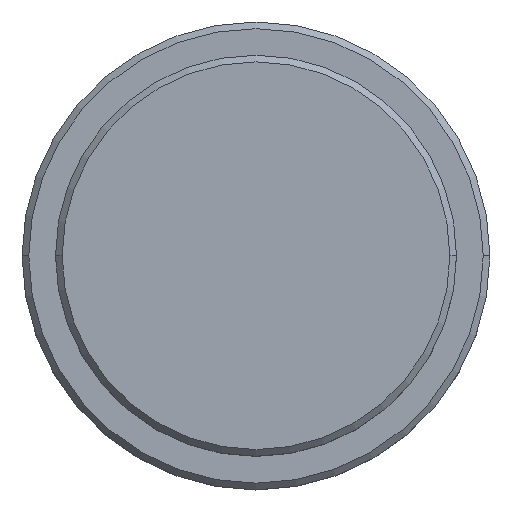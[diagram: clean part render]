
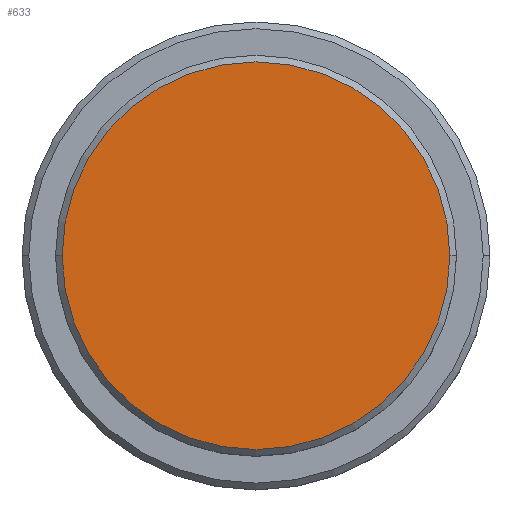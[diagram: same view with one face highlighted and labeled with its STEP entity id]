
A CAD part, top view. The second image highlights one B-rep face of the part: STEP entity #633.
In plain terms, the highlighted planar face has unit normal (0, 0, 1).
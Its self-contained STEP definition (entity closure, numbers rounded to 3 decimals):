
#68 = CARTESIAN_POINT ( 'NONE',  ( 14.5, 0., 0. ) ) ;
#215 = DIRECTION ( 'NONE',  ( 1., 0., 0. ) ) ;
#220 = CIRCLE ( 'NONE', #1362, 14.5 ) ;
#244 = DIRECTION ( 'NONE',  ( 1., 0., 0. ) ) ;
#293 = ORIENTED_EDGE ( 'NONE', *, *, #735, .T. ) ;
#296 = CARTESIAN_POINT ( 'NONE',  ( 0., 0., 0. ) ) ;
#333 = DIRECTION ( 'NONE',  ( 0., 0., 1. ) ) ;
#431 = CARTESIAN_POINT ( 'NONE',  ( 0., 0., 0. ) ) ;
#441 = EDGE_LOOP ( 'NONE', ( #833, #293 ) ) ;
#633 = ADVANCED_FACE ( 'NONE', ( #1052 ), #1279, .T. ) ;
#659 = CARTESIAN_POINT ( 'NONE',  ( 0., 0., 0. ) ) ;
#727 = CARTESIAN_POINT ( 'NONE',  ( -14.5, 0., 0. ) ) ;
#735 = EDGE_CURVE ( 'NONE', #976, #1347, #764, .T. ) ;
#764 = CIRCLE ( 'NONE', #1038, 14.5 ) ;
#833 = ORIENTED_EDGE ( 'NONE', *, *, #860, .T. ) ;
#860 = EDGE_CURVE ( 'NONE', #1347, #976, #220, .T. ) ;
#956 = DIRECTION ( 'NONE',  ( 1., 0., 0. ) ) ;
#976 = VERTEX_POINT ( 'NONE', #68 ) ;
#991 = AXIS2_PLACEMENT_3D ( 'NONE', #296, #1294, #956 ) ;
#1038 = AXIS2_PLACEMENT_3D ( 'NONE', #659, #333, #215 ) ;
#1052 = FACE_OUTER_BOUND ( 'NONE', #441, .T. ) ;
#1222 = DIRECTION ( 'NONE',  ( 0., 0., 1. ) ) ;
#1279 = PLANE ( 'NONE',  #991 ) ;
#1294 = DIRECTION ( 'NONE',  ( 0., 0., 1. ) ) ;
#1347 = VERTEX_POINT ( 'NONE', #727 ) ;
#1362 = AXIS2_PLACEMENT_3D ( 'NONE', #431, #1222, #244 ) ;
